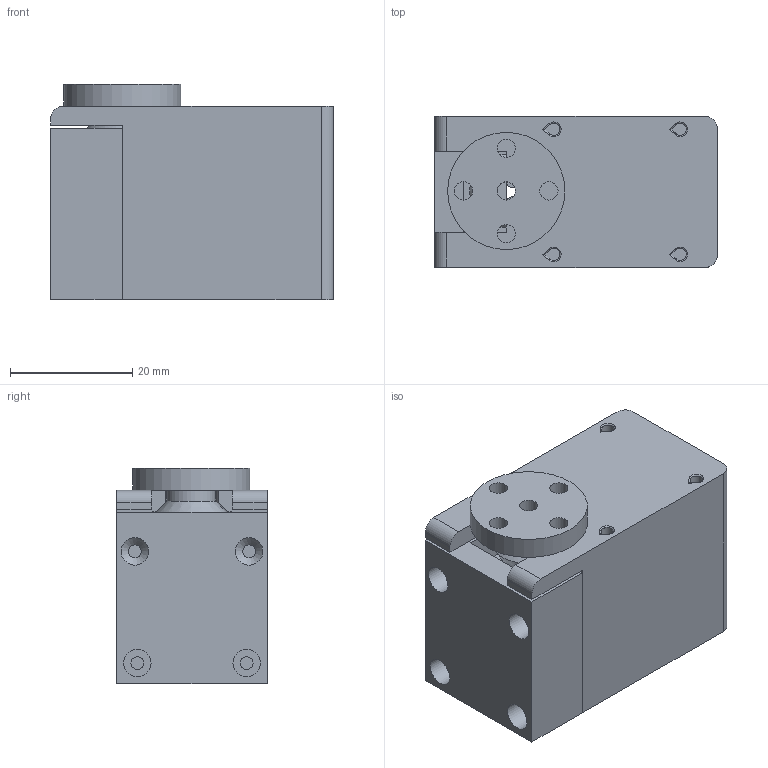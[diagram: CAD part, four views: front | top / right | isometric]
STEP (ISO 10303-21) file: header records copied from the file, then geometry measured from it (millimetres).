
FILE_DESCRIPTION(/* description */ (''),/* implementation_level */ '2;1');
FILE_NAME(/* name */ 'as5600_servo_2.step',/* time_stamp */ '2025-06-14T02:18:32+05:30',/* author */ (''),/* organization */ (''),/* preprocessor_version */ 'ST-DEVELOPER v20.1',/* originating_system */ 'Autodesk Translation Framework v14.10.0.0',/* authorisation */ '');
FILE_SCHEMA (('AUTOMOTIVE_DESIGN { 1 0 10303 214 3 1 1 }'));
Length unit declared in the file: millimetre
Products named in the file (5): as5600_servo_2; AS5600_Base; AS5600_Shaft_Holder v4; AS5600_Shaft v3; retainer
Assembly tree (4 placements, depth 2):
  as5600_servo_2
    AS5600_Base
    AS5600_Shaft_Holder v4
    AS5600_Shaft v3
    retainer
Bounding box: 46.36 x 24.72 x 35.33 mm (x, y, z)
Volume: 28045.2 mm3; surface area: 14250.9 mm2
Topology: 4 solids, 4 shells, 229 faces, 551 edges, 343 vertices
Faces by surface type: plane 130, cylinder 77, torus 12, cone 8, bspline 2
Full cylindrical faces by diameter (mm): 2.1 x8, 2.2 x2, 3 x5, 4.15 x1, 4.5 x4, 8 x1, 8.7 x1, 13.142 x1, 16 x1, 19.2 x1
Entity records: 6828 total; most frequent: DIRECTION 1186, CARTESIAN_POINT 1183, ORIENTED_EDGE 1102, EDGE_CURVE 551, AXIS2_PLACEMENT_3D 406, LINE 374, VECTOR 374, VERTEX_POINT 343
